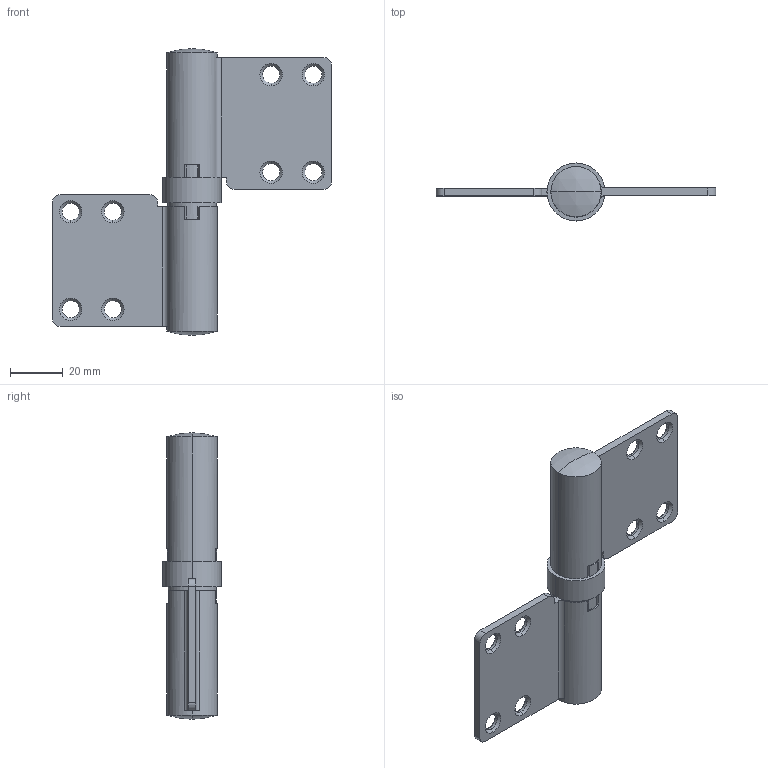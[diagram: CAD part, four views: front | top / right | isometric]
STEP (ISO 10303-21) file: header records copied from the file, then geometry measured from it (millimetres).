
FILE_DESCRIPTION (( 'STEP AP203' ), '1' );
FILE_NAME ('B-1239-2.STEP', '2012-07-20T01:59:16', ( '11sw' ), ( 'タキゲン製造株式会社' ), 'SwSTEP 2.0', 'SolidWorks 2011', '' );
FILE_SCHEMA (( 'CONFIG_CONTROL_DESIGN' ));
Length unit declared in the file: millimetre
Products named in the file (5): B-1239-2; B-1239-2傾僢僷乕僽僢僔儏_; B-1239-2傾儞僟乕僽僢僔儏_; B-1239-2軸_; B-1239-2羽_
Assembly tree (5 placements, depth 2):
  B-1239-2
    B-1239-2傾儞僟乕僽僢僔儏_
    B-1239-2軸_
    B-1239-2傾僢僷乕僽僢僔儏_
    B-1239-2羽_  x2
Bounding box: 106 x 22 x 108.6 mm (x, y, z)
Volume: 41307.2 mm3; surface area: 30340.1 mm2
Topology: 5 solids, 5 shells, 158 faces, 382 edges, 242 vertices
Faces by surface type: cylinder 60, plane 58, cone 32, torus 4, sphere 4
Entity records: 3716 total; most frequent: DIRECTION 621, CARTESIAN_POINT 534, ORIENTED_EDGE 510, EDGE_CURVE 255, AXIS2_PLACEMENT_3D 250, VERTEX_POINT 163, CIRCLE 134, EDGE_LOOP 124
